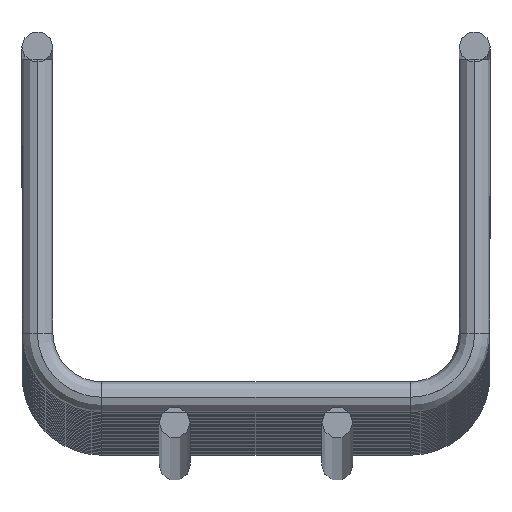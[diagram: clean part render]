
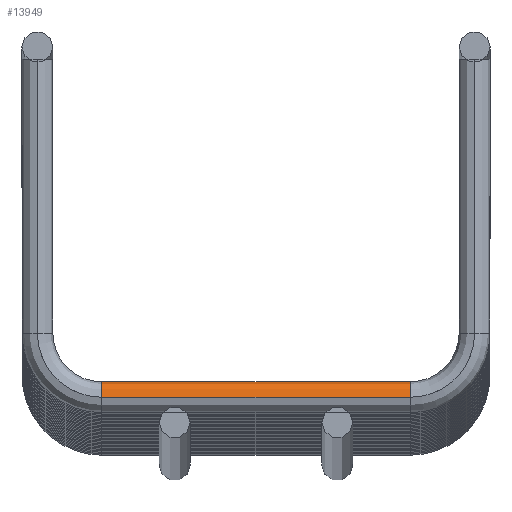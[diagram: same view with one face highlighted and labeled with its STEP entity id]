
A CAD part, top view. The second image highlights one B-rep face of the part: STEP entity #13949.
In plain terms, the highlighted cylindrical face has radius 1.9 mm (diameter 3.8 mm), a partial arc.
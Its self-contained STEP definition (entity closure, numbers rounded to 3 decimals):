
#46 = VERTEX_POINT ( 'NONE', #1896 ) ;
#222 = CARTESIAN_POINT ( 'NONE',  ( -19., 1.9, -1.9 ) ) ;
#954 = DIRECTION ( 'NONE',  ( -1., 0., 0. ) ) ;
#1699 = AXIS2_PLACEMENT_3D ( 'NONE', #222, #11605, #9893 ) ;
#1896 = CARTESIAN_POINT ( 'NONE',  ( 19., 3.8, -1.9 ) ) ;
#1952 = CARTESIAN_POINT ( 'NONE',  ( -19., 3.8, -1.9 ) ) ;
#2018 = VECTOR ( 'NONE', #2402, 1000. ) ;
#2308 = AXIS2_PLACEMENT_3D ( 'NONE', #15977, #2465, #7706 ) ;
#2402 = DIRECTION ( 'NONE',  ( -1., 0., 0. ) ) ;
#2465 = DIRECTION ( 'NONE',  ( -1., 0., 0. ) ) ;
#2948 = VECTOR ( 'NONE', #954, 1000. ) ;
#3844 = DIRECTION ( 'NONE',  ( 1., 0., 0. ) ) ;
#4218 = ORIENTED_EDGE ( 'NONE', *, *, #13496, .T. ) ;
#5021 = CARTESIAN_POINT ( 'NONE',  ( 19., 1.9, -1.9 ) ) ;
#5493 = ORIENTED_EDGE ( 'NONE', *, *, #13653, .F. ) ;
#6274 = LINE ( 'NONE', #1952, #2948 ) ;
#6586 = CARTESIAN_POINT ( 'NONE',  ( 19., 1.9, 0. ) ) ;
#7706 = DIRECTION ( 'NONE',  ( 0., -1., 0. ) ) ;
#7723 = DIRECTION ( 'NONE',  ( 0., 0., -1. ) ) ;
#7972 = CYLINDRICAL_SURFACE ( 'NONE', #2308, 1.9 ) ;
#8994 = ORIENTED_EDGE ( 'NONE', *, *, #14828, .F. ) ;
#9893 = DIRECTION ( 'NONE',  ( 0., 0., -1. ) ) ;
#10875 = CARTESIAN_POINT ( 'NONE',  ( -19., 3.8, -1.9 ) ) ;
#11207 = CIRCLE ( 'NONE', #1699, 1.9 ) ;
#11510 = CIRCLE ( 'NONE', #11795, 1.9 ) ;
#11605 = DIRECTION ( 'NONE',  ( 1., 0., 0. ) ) ;
#11795 = AXIS2_PLACEMENT_3D ( 'NONE', #5021, #3844, #7723 ) ;
#12181 = VERTEX_POINT ( 'NONE', #10875 ) ;
#12385 = ORIENTED_EDGE ( 'NONE', *, *, #16349, .T. ) ;
#12843 = VERTEX_POINT ( 'NONE', #6586 ) ;
#13476 = LINE ( 'NONE', #17607, #2018 ) ;
#13496 = EDGE_CURVE ( 'NONE', #12181, #13977, #11207, .T. ) ;
#13653 = EDGE_CURVE ( 'NONE', #46, #12843, #11510, .T. ) ;
#13949 = ADVANCED_FACE ( 'NONE', ( #16153 ), #7972, .T. ) ;
#13977 = VERTEX_POINT ( 'NONE', #14463 ) ;
#14463 = CARTESIAN_POINT ( 'NONE',  ( -19., 1.9, 0. ) ) ;
#14828 = EDGE_CURVE ( 'NONE', #12843, #13977, #13476, .T. ) ;
#15977 = CARTESIAN_POINT ( 'NONE',  ( -28.8, 1.9, -1.9 ) ) ;
#16153 = FACE_OUTER_BOUND ( 'NONE', #17420, .T. ) ;
#16349 = EDGE_CURVE ( 'NONE', #46, #12181, #6274, .T. ) ;
#17420 = EDGE_LOOP ( 'NONE', ( #12385, #4218, #8994, #5493 ) ) ;
#17607 = CARTESIAN_POINT ( 'NONE',  ( -19., 1.9, 0. ) ) ;
